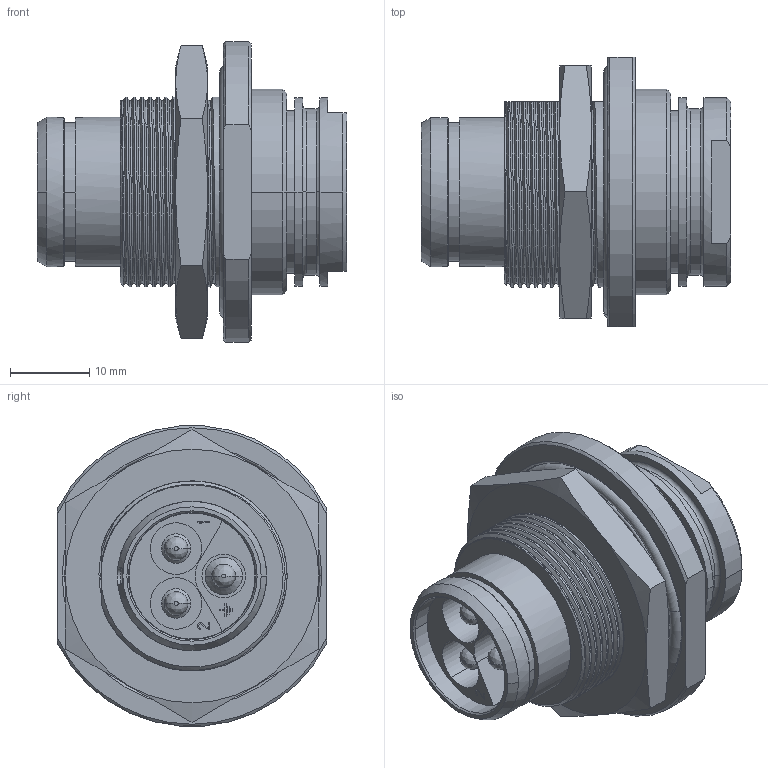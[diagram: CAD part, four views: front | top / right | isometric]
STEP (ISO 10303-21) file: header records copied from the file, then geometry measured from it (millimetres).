
FILE_DESCRIPTION((''),'2;1');
FILE_NAME('1331EVR303MZ','2024-08-12T11:07:30',('paultorloting'),('NET AG system integration'),'CREO PARAMETRIC BY PTC INC, 2021404','CREO PARAMETRIC BY PTC INC, 2021404','');
FILE_SCHEMA(('AUTOMOTIVE_DESIGN { 1 0 10303 214 1 1 1 1 }'));
Length unit declared in the file: millimetre
Products named in the file (1): 1331EVR303MZ
Bounding box: 39.1 x 34 x 37.86 mm (x, y, z)
Volume: 14822.8 mm3; surface area: 12399.3 mm2
Topology: 1 solids, 1 shells, 374 faces, 955 edges, 613 vertices
Faces by surface type: plane 144, cylinder 109, cone 55, bspline 50, torus 16
Entity records: 24405 total; most frequent: CARTESIAN_POINT 13810, ORIENTED_EDGE 1910, DIRECTION 1666, EDGE_CURVE 955, AXIS2_PLACEMENT_3D 624, VERTEX_POINT 613, EDGE_LOOP 420, VECTOR 415
